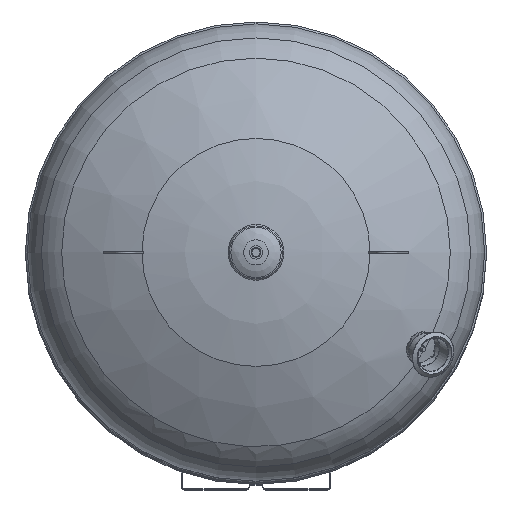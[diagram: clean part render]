
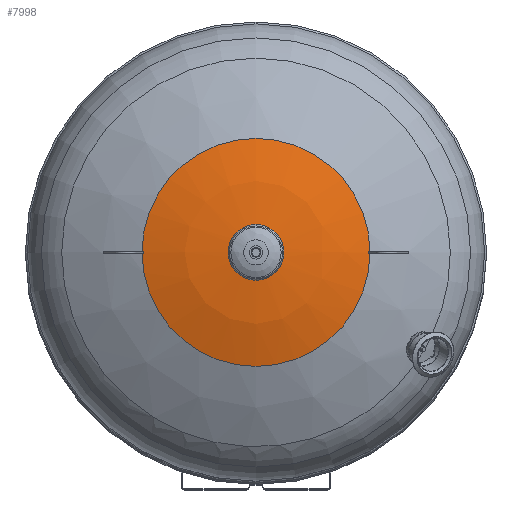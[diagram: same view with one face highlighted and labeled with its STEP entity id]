
A CAD part, top view. The second image highlights one B-rep face of the part: STEP entity #7998.
In plain terms, the highlighted free-form (B-spline) face has degree [2, 2] with [3, 9] control points.
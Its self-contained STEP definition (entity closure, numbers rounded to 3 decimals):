
#95=(
BOUNDED_CURVE()
B_SPLINE_CURVE(2,(#13259,#13260,#13261),.UNSPECIFIED.,.F.,.F.)
B_SPLINE_CURVE_WITH_KNOTS((3,3),(-1.528,-1.274),
 .UNSPECIFIED.)
CURVE()
GEOMETRIC_REPRESENTATION_ITEM()
RATIONAL_B_SPLINE_CURVE((1.,0.992,1.))
REPRESENTATION_ITEM('')
);
#104=(
BOUNDED_SURFACE()
B_SPLINE_SURFACE(2,2,((#13231,#13232,#13233,#13234,#13235,#13236,#13237,
#13238,#13239),(#13240,#13241,#13242,#13243,#13244,#13245,#13246,#13247,
#13248),(#13249,#13250,#13251,#13252,#13253,#13254,#13255,#13256,#13257)),
 .UNSPECIFIED.,.F.,.T.,.F.)
B_SPLINE_SURFACE_WITH_KNOTS((3,3),(3,2,2,2,3),(-1.528,-1.269),
(-3.142,-1.571,0.,1.571,3.142),
 .UNSPECIFIED.)
GEOMETRIC_REPRESENTATION_ITEM()
RATIONAL_B_SPLINE_SURFACE(((1.,0.707,1.,0.707,1.,
0.707,1.,0.707,1.),(0.992,0.701,
0.992,0.701,0.992,0.701,
0.992,0.701,0.992),(1.,0.707,
1.,0.707,1.,0.707,1.,0.707,1.)))
REPRESENTATION_ITEM('')
SURFACE()
);
#2223=FACE_OUTER_BOUND('',#2868,.T.);
#2868=EDGE_LOOP('',(#6176,#6177,#6178,#6179,#6180,#6181,#6182,#6183,#6184,
#6185,#6186,#6187,#6188));
#3211=CIRCLE('',#8312,51.895);
#3212=CIRCLE('',#8313,51.895);
#3356=CIRCLE('',#8666,211.824);
#3360=CIRCLE('',#8670,211.824);
#3375=CIRCLE('',#8687,713.714);
#3376=CIRCLE('',#8688,627.074);
#3377=CIRCLE('',#8689,627.074);
#3378=CIRCLE('',#8690,713.714);
#3379=CIRCLE('',#8691,627.074);
#3380=CIRCLE('',#8692,627.074);
#3381=CIRCLE('',#8693,713.714);
#3611=VERTEX_POINT('',#11574);
#3612=VERTEX_POINT('',#11575);
#3886=VERTEX_POINT('',#13086);
#3887=VERTEX_POINT('',#13088);
#3890=VERTEX_POINT('',#13094);
#3891=VERTEX_POINT('',#13096);
#3908=VERTEX_POINT('',#13258);
#3909=VERTEX_POINT('',#13262);
#3910=VERTEX_POINT('',#13265);
#3911=VERTEX_POINT('',#13267);
#3912=VERTEX_POINT('',#13270);
#4395=EDGE_CURVE('',#3611,#3612,#3211,.T.);
#4396=EDGE_CURVE('',#3612,#3611,#3212,.T.);
#4731=EDGE_CURVE('',#3886,#3887,#3356,.T.);
#4735=EDGE_CURVE('',#3890,#3891,#3360,.T.);
#4756=EDGE_CURVE('',#3612,#3908,#95,.T.);
#4757=EDGE_CURVE('',#3909,#3908,#3375,.T.);
#4758=EDGE_CURVE('',#3891,#3909,#3376,.T.);
#4759=EDGE_CURVE('',#3910,#3890,#3377,.T.);
#4760=EDGE_CURVE('',#3911,#3910,#3378,.T.);
#4761=EDGE_CURVE('',#3887,#3911,#3379,.T.);
#4762=EDGE_CURVE('',#3912,#3886,#3380,.T.);
#4763=EDGE_CURVE('',#3908,#3912,#3381,.T.);
#6176=ORIENTED_EDGE('',*,*,#4395,.T.);
#6177=ORIENTED_EDGE('',*,*,#4756,.T.);
#6178=ORIENTED_EDGE('',*,*,#4757,.F.);
#6179=ORIENTED_EDGE('',*,*,#4758,.F.);
#6180=ORIENTED_EDGE('',*,*,#4735,.F.);
#6181=ORIENTED_EDGE('',*,*,#4759,.F.);
#6182=ORIENTED_EDGE('',*,*,#4760,.F.);
#6183=ORIENTED_EDGE('',*,*,#4761,.F.);
#6184=ORIENTED_EDGE('',*,*,#4731,.F.);
#6185=ORIENTED_EDGE('',*,*,#4762,.F.);
#6186=ORIENTED_EDGE('',*,*,#4763,.F.);
#6187=ORIENTED_EDGE('',*,*,#4756,.F.);
#6188=ORIENTED_EDGE('',*,*,#4396,.T.);
#7998=ADVANCED_FACE('',(#2223),#104,.F.);
#8312=AXIS2_PLACEMENT_3D('',#11576,#9265,#9266);
#8313=AXIS2_PLACEMENT_3D('',#11577,#9267,#9268);
#8666=AXIS2_PLACEMENT_3D('',#13089,#10089,#10090);
#8670=AXIS2_PLACEMENT_3D('',#13097,#10097,#10098);
#8687=AXIS2_PLACEMENT_3D('',#13263,#10131,#10132);
#8688=AXIS2_PLACEMENT_3D('',#13264,#10133,#10134);
#8689=AXIS2_PLACEMENT_3D('',#13266,#10135,#10136);
#8690=AXIS2_PLACEMENT_3D('',#13268,#10137,#10138);
#8691=AXIS2_PLACEMENT_3D('',#13269,#10139,#10140);
#8692=AXIS2_PLACEMENT_3D('',#13271,#10141,#10142);
#8693=AXIS2_PLACEMENT_3D('',#13272,#10143,#10144);
#9265=DIRECTION('center_axis',(0.,0.,-1.));
#9266=DIRECTION('ref_axis',(-1.,0.,0.));
#9267=DIRECTION('center_axis',(0.,0.,-1.));
#9268=DIRECTION('ref_axis',(-1.,0.,0.));
#10089=DIRECTION('center_axis',(0.,0.,-1.));
#10090=DIRECTION('ref_axis',(-1.,0.,0.));
#10097=DIRECTION('center_axis',(0.,0.,-1.));
#10098=DIRECTION('ref_axis',(-1.,0.,0.));
#10131=DIRECTION('center_axis',(0.959,0.,
-0.282));
#10132=DIRECTION('ref_axis',(0.282,-0.002,0.959));
#10133=DIRECTION('center_axis',(0.,-1.,0.));
#10134=DIRECTION('ref_axis',(0.292,0.,0.956));
#10135=DIRECTION('center_axis',(0.,-1.,0.));
#10136=DIRECTION('ref_axis',(-0.297,0.,0.955));
#10137=DIRECTION('center_axis',(-0.959,0.,
-0.282));
#10138=DIRECTION('ref_axis',(-0.282,0.002,0.959));
#10139=DIRECTION('center_axis',(0.,1.,0.));
#10140=DIRECTION('ref_axis',(-0.292,0.,0.956));
#10141=DIRECTION('center_axis',(0.,1.,0.));
#10142=DIRECTION('ref_axis',(0.297,0.,0.955));
#10143=DIRECTION('center_axis',(0.959,0.,
-0.282));
#10144=DIRECTION('ref_axis',(0.282,-0.002,0.959));
#11574=CARTESIAN_POINT('',(-1975.73,184.019,2618.924));
#11575=CARTESIAN_POINT('',(-1871.94,184.019,2618.924));
#11576=CARTESIAN_POINT('Origin',(-1923.835,184.019,2618.924));
#11577=CARTESIAN_POINT('Origin',(-1923.835,184.019,2618.924));
#13086=CARTESIAN_POINT('',(-1712.016,182.524,2591.111));
#13088=CARTESIAN_POINT('',(-2135.654,182.524,2591.111));
#13089=CARTESIAN_POINT('Origin',(-1923.835,184.019,2591.111));
#13094=CARTESIAN_POINT('',(-2135.654,185.524,2591.111));
#13096=CARTESIAN_POINT('',(-1712.016,185.524,2591.111));
#13097=CARTESIAN_POINT('Origin',(-1923.835,184.019,2591.111));
#13231=CARTESIAN_POINT('Ctrl Pts',(-1871.94,184.019,2618.924));
#13232=CARTESIAN_POINT('Ctrl Pts',(-1871.94,132.124,2618.924));
#13233=CARTESIAN_POINT('Ctrl Pts',(-1923.835,132.124,2618.924));
#13234=CARTESIAN_POINT('Ctrl Pts',(-1975.73,132.124,2618.924));
#13235=CARTESIAN_POINT('Ctrl Pts',(-1975.73,184.019,2618.924));
#13236=CARTESIAN_POINT('Ctrl Pts',(-1975.73,235.914,2618.924));
#13237=CARTESIAN_POINT('Ctrl Pts',(-1923.835,235.914,2618.924));
#13238=CARTESIAN_POINT('Ctrl Pts',(-1871.94,235.914,2618.924));
#13239=CARTESIAN_POINT('Ctrl Pts',(-1871.94,184.019,2618.924));
#13240=CARTESIAN_POINT('Ctrl Pts',(-1790.16,184.019,2615.456));
#13241=CARTESIAN_POINT('Ctrl Pts',(-1790.16,50.344,2615.456));
#13242=CARTESIAN_POINT('Ctrl Pts',(-1923.835,50.344,2615.456));
#13243=CARTESIAN_POINT('Ctrl Pts',(-2057.51,50.344,2615.456));
#13244=CARTESIAN_POINT('Ctrl Pts',(-2057.51,184.019,2615.456));
#13245=CARTESIAN_POINT('Ctrl Pts',(-2057.51,317.694,2615.456));
#13246=CARTESIAN_POINT('Ctrl Pts',(-1923.835,317.694,2615.456));
#13247=CARTESIAN_POINT('Ctrl Pts',(-1790.16,317.694,2615.456));
#13248=CARTESIAN_POINT('Ctrl Pts',(-1790.16,184.019,2615.456));
#13249=CARTESIAN_POINT('Ctrl Pts',(-1712.011,184.019,2591.111));
#13250=CARTESIAN_POINT('Ctrl Pts',(-1712.011,-27.805,2591.111));
#13251=CARTESIAN_POINT('Ctrl Pts',(-1923.835,-27.805,
2591.111));
#13252=CARTESIAN_POINT('Ctrl Pts',(-2135.659,-27.805,
2591.111));
#13253=CARTESIAN_POINT('Ctrl Pts',(-2135.659,184.019,2591.111));
#13254=CARTESIAN_POINT('Ctrl Pts',(-2135.659,395.843,2591.111));
#13255=CARTESIAN_POINT('Ctrl Pts',(-1923.835,395.843,2591.111));
#13256=CARTESIAN_POINT('Ctrl Pts',(-1712.011,395.843,2591.111));
#13257=CARTESIAN_POINT('Ctrl Pts',(-1712.011,184.019,2591.111));
#13258=CARTESIAN_POINT('',(-1715.342,184.019,2592.138));
#13259=CARTESIAN_POINT('Ctrl Pts',(-1871.94,184.019,2618.924));
#13260=CARTESIAN_POINT('Ctrl Pts',(-1791.931,184.019,2615.531));
#13261=CARTESIAN_POINT('Ctrl Pts',(-1715.342,184.019,2592.138));
#13262=CARTESIAN_POINT('',(-1715.343,185.524,2592.137));
#13263=CARTESIAN_POINT('Origin',(-1916.912,184.019,1907.48));
#13264=CARTESIAN_POINT('Origin',(-1898.517,185.524,1992.413));
#13265=CARTESIAN_POINT('',(-2132.327,185.524,2592.137));
#13266=CARTESIAN_POINT('Origin',(-1949.153,185.524,1992.413));
#13267=CARTESIAN_POINT('',(-2132.327,182.524,2592.137));
#13268=CARTESIAN_POINT('Origin',(-1930.758,184.019,1907.48));
#13269=CARTESIAN_POINT('Origin',(-1949.153,182.524,1992.413));
#13270=CARTESIAN_POINT('',(-1715.343,182.524,2592.137));
#13271=CARTESIAN_POINT('Origin',(-1898.517,182.524,1992.413));
#13272=CARTESIAN_POINT('Origin',(-1916.912,184.019,1907.48));
